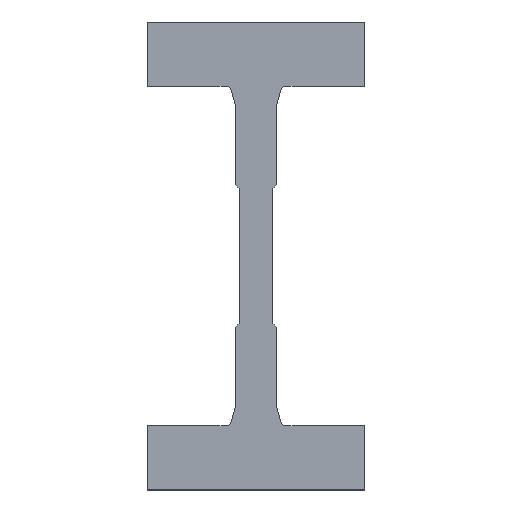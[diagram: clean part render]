
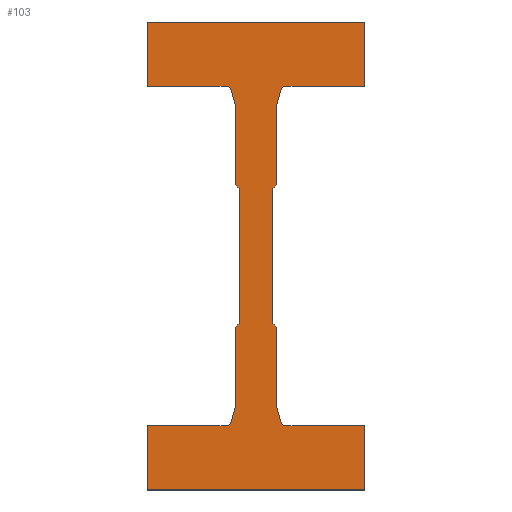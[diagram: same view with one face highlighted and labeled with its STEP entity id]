
A CAD part, top view. The second image highlights one B-rep face of the part: STEP entity #103.
In plain terms, the highlighted planar face has unit normal (0, 0, 1).
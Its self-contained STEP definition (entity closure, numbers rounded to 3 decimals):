
#103=ADVANCED_FACE('',(#162),#163,.T.);
#162=FACE_OUTER_BOUND('',#222,.T.);
#163=PLANE('',#223);
#222=EDGE_LOOP('',(#422,#423,#424,#425,#426,#427,#428,#429,#430,#431,#432,#433,#434,#435,#436,#437,#438,#439,#440,#441,#442,#443,#444,#445,#446,#447,#448,#449));
#223=AXIS2_PLACEMENT_3D('',#450,#451,#452);
#422=ORIENTED_EDGE('',*,*,#546,.F.);
#423=ORIENTED_EDGE('',*,*,#566,.F.);
#424=ORIENTED_EDGE('',*,*,#563,.F.);
#425=ORIENTED_EDGE('',*,*,#535,.F.);
#426=ORIENTED_EDGE('',*,*,#533,.T.);
#427=ORIENTED_EDGE('',*,*,#530,.F.);
#428=ORIENTED_EDGE('',*,*,#503,.F.);
#429=ORIENTED_EDGE('',*,*,#500,.F.);
#430=ORIENTED_EDGE('',*,*,#538,.F.);
#431=ORIENTED_EDGE('',*,*,#491,.F.);
#432=ORIENTED_EDGE('',*,*,#495,.F.);
#433=ORIENTED_EDGE('',*,*,#523,.F.);
#434=ORIENTED_EDGE('',*,*,#526,.F.);
#435=ORIENTED_EDGE('',*,*,#562,.F.);
#436=ORIENTED_EDGE('',*,*,#558,.F.);
#437=ORIENTED_EDGE('',*,*,#555,.F.);
#438=ORIENTED_EDGE('',*,*,#552,.F.);
#439=ORIENTED_EDGE('',*,*,#518,.F.);
#440=ORIENTED_EDGE('',*,*,#516,.T.);
#441=ORIENTED_EDGE('',*,*,#513,.F.);
#442=ORIENTED_EDGE('',*,*,#489,.F.);
#443=ORIENTED_EDGE('',*,*,#486,.F.);
#444=ORIENTED_EDGE('',*,*,#522,.F.);
#445=ORIENTED_EDGE('',*,*,#505,.F.);
#446=ORIENTED_EDGE('',*,*,#509,.F.);
#447=ORIENTED_EDGE('',*,*,#540,.F.);
#448=ORIENTED_EDGE('',*,*,#543,.F.);
#449=ORIENTED_EDGE('',*,*,#551,.F.);
#450=CARTESIAN_POINT('',(0.,172.5,10.0));
#451=DIRECTION('',(0.0,0.0,1.0));
#452=DIRECTION('',(1.0,0.0,0.0));
#486=EDGE_CURVE('',#571,#573,#574,.T.);
#489=EDGE_CURVE('',#573,#578,#579,.T.);
#491=EDGE_CURVE('',#581,#582,#583,.T.);
#495=EDGE_CURVE('',#589,#581,#590,.T.);
#500=EDGE_CURVE('',#597,#599,#600,.T.);
#503=EDGE_CURVE('',#599,#604,#605,.T.);
#505=EDGE_CURVE('',#607,#608,#609,.T.);
#509=EDGE_CURVE('',#615,#607,#616,.T.);
#513=EDGE_CURVE('',#578,#622,#623,.T.);
#516=EDGE_CURVE('',#627,#622,#628,.T.);
#518=EDGE_CURVE('',#627,#630,#631,.T.);
#522=EDGE_CURVE('',#608,#571,#636,.T.);
#523=EDGE_CURVE('',#637,#589,#638,.T.);
#526=EDGE_CURVE('',#642,#637,#643,.T.);
#530=EDGE_CURVE('',#604,#649,#650,.T.);
#533=EDGE_CURVE('',#654,#649,#655,.T.);
#535=EDGE_CURVE('',#654,#657,#658,.T.);
#538=EDGE_CURVE('',#582,#597,#662,.T.);
#540=EDGE_CURVE('',#664,#615,#665,.T.);
#543=EDGE_CURVE('',#669,#664,#670,.T.);
#546=EDGE_CURVE('',#674,#675,#676,.T.);
#551=EDGE_CURVE('',#675,#669,#683,.T.);
#552=EDGE_CURVE('',#630,#684,#685,.T.);
#555=EDGE_CURVE('',#684,#689,#690,.T.);
#558=EDGE_CURVE('',#689,#694,#695,.T.);
#562=EDGE_CURVE('',#694,#642,#700,.T.);
#563=EDGE_CURVE('',#657,#701,#702,.T.);
#566=EDGE_CURVE('',#701,#674,#706,.T.);
#571=VERTEX_POINT('',#712);
#573=VERTEX_POINT('',#715);
#574=LINE('',#716,#717);
#578=VERTEX_POINT('',#723);
#579=LINE('',#724,#725);
#581=VERTEX_POINT('',#728);
#582=VERTEX_POINT('',#729);
#583=LINE('',#730,#731);
#589=VERTEX_POINT('',#740);
#590=LINE('',#741,#742);
#597=VERTEX_POINT('',#752);
#599=VERTEX_POINT('',#755);
#600=LINE('',#756,#757);
#604=VERTEX_POINT('',#763);
#605=LINE('',#764,#765);
#607=VERTEX_POINT('',#768);
#608=VERTEX_POINT('',#769);
#609=LINE('',#770,#771);
#615=VERTEX_POINT('',#780);
#616=LINE('',#781,#782);
#622=VERTEX_POINT('',#791);
#623=LINE('',#792,#793);
#627=VERTEX_POINT('',#798);
#628=CIRCLE('',#799,4.0);
#630=VERTEX_POINT('',#802);
#631=LINE('',#803,#804);
#636=LINE('',#812,#813);
#637=VERTEX_POINT('',#814);
#638=LINE('',#815,#816);
#642=VERTEX_POINT('',#822);
#643=CIRCLE('',#823,4.0);
#649=VERTEX_POINT('',#831);
#650=LINE('',#832,#833);
#654=VERTEX_POINT('',#838);
#655=CIRCLE('',#839,4.0);
#657=VERTEX_POINT('',#842);
#658=LINE('',#843,#844);
#662=LINE('',#850,#851);
#664=VERTEX_POINT('',#854);
#665=LINE('',#855,#856);
#669=VERTEX_POINT('',#862);
#670=CIRCLE('',#863,4.0);
#674=VERTEX_POINT('',#868);
#675=VERTEX_POINT('',#869);
#676=LINE('',#870,#871);
#683=LINE('',#882,#883);
#684=VERTEX_POINT('',#884);
#685=LINE('',#885,#886);
#689=VERTEX_POINT('',#892);
#690=LINE('',#893,#894);
#694=VERTEX_POINT('',#900);
#695=LINE('',#901,#902);
#700=LINE('',#910,#911);
#701=VERTEX_POINT('',#912);
#702=LINE('',#913,#914);
#706=LINE('',#920,#921);
#712=CARTESIAN_POINT('',(-12.5,222.5,10.0));
#715=CARTESIAN_POINT('',(-15.0,225.0,10.0));
#716=CARTESIAN_POINT('',(-12.5,222.5,10.0));
#717=VECTOR('',#926,1.);
#723=CARTESIAN_POINT('',(-15.0,282.7,10.0));
#724=CARTESIAN_POINT('',(-15.0,225.0,10.0));
#725=VECTOR('',#929,1.0);
#728=CARTESIAN_POINT('',(15.0,225.0,10.0));
#729=CARTESIAN_POINT('',(12.5,222.5,10.0));
#730=CARTESIAN_POINT('',(12.5,222.5,10.0));
#731=VECTOR('',#931,1.);
#740=CARTESIAN_POINT('',(15.0,282.7,10.0));
#741=CARTESIAN_POINT('',(15.0,225.0,10.0));
#742=VECTOR('',#935,1.0);
#752=CARTESIAN_POINT('',(12.5,122.5,10.0));
#755=CARTESIAN_POINT('',(15.0,120.0,10.0));
#756=CARTESIAN_POINT('',(12.5,122.5,10.0));
#757=VECTOR('',#940,1.0);
#763=CARTESIAN_POINT('',(15.0,62.3,10.0));
#764=CARTESIAN_POINT('',(15.0,120.0,10.0));
#765=VECTOR('',#943,1.0);
#768=CARTESIAN_POINT('',(-15.0,120.0,10.0));
#769=CARTESIAN_POINT('',(-12.5,122.5,10.0));
#770=CARTESIAN_POINT('',(-12.5,122.5,10.0));
#771=VECTOR('',#945,1.0);
#780=CARTESIAN_POINT('',(-15.0,62.3,10.0));
#781=CARTESIAN_POINT('',(-15.0,120.0,10.0));
#782=VECTOR('',#949,1.0);
#791=CARTESIAN_POINT('',(-18.225,294.735,10.0));
#792=CARTESIAN_POINT('',(-15.0,282.7,10.0));
#793=VECTOR('',#953,1.0);
#798=CARTESIAN_POINT('',(-22.089,297.7,10.0));
#799=AXIS2_PLACEMENT_3D('',#958,#959,#960);
#802=CARTESIAN_POINT('',(-80.0,297.7,10.0));
#803=CARTESIAN_POINT('',(-12.5,297.7,10.0));
#804=VECTOR('',#962,1.0);
#812=CARTESIAN_POINT('',(-12.5,47.3,10.0));
#813=VECTOR('',#966,1.0);
#814=CARTESIAN_POINT('',(18.225,294.735,10.0));
#815=CARTESIAN_POINT('',(15.0,282.7,10.0));
#816=VECTOR('',#967,1.0);
#822=CARTESIAN_POINT('',(22.089,297.7,10.0));
#823=AXIS2_PLACEMENT_3D('',#970,#971,#972);
#831=CARTESIAN_POINT('',(18.225,50.265,10.0));
#832=CARTESIAN_POINT('',(15.0,62.3,10.0));
#833=VECTOR('',#978,1.0);
#838=CARTESIAN_POINT('',(22.089,47.3,10.0));
#839=AXIS2_PLACEMENT_3D('',#983,#984,#985);
#842=CARTESIAN_POINT('',(80.0,47.3,10.0));
#843=CARTESIAN_POINT('',(12.5,47.3,10.0));
#844=VECTOR('',#987,1.0);
#850=CARTESIAN_POINT('',(12.5,47.3,10.0));
#851=VECTOR('',#990,1.0);
#854=CARTESIAN_POINT('',(-18.225,50.265,10.0));
#855=CARTESIAN_POINT('',(-15.0,62.3,10.0));
#856=VECTOR('',#992,1.0);
#862=CARTESIAN_POINT('',(-22.089,47.3,10.0));
#863=AXIS2_PLACEMENT_3D('',#995,#996,#997);
#868=CARTESIAN_POINT('',(-80.0,0.,10.0));
#869=CARTESIAN_POINT('',(-80.0,47.3,10.0));
#870=CARTESIAN_POINT('',(-80.0,0.,10.0));
#871=VECTOR('',#1002,1.0);
#882=CARTESIAN_POINT('',(-12.5,47.3,10.0));
#883=VECTOR('',#1007,1.0);
#884=CARTESIAN_POINT('',(-80.0,345.0,10.0));
#885=CARTESIAN_POINT('',(-80.0,345.0,10.0));
#886=VECTOR('',#1008,1.0);
#892=CARTESIAN_POINT('',(80.0,345.0,10.0));
#893=CARTESIAN_POINT('',(-80.0,345.0,10.0));
#894=VECTOR('',#1011,1.0);
#900=CARTESIAN_POINT('',(80.0,297.7,10.0));
#901=CARTESIAN_POINT('',(80.0,345.0,10.0));
#902=VECTOR('',#1014,1.0);
#910=CARTESIAN_POINT('',(12.5,297.7,10.0));
#911=VECTOR('',#1018,1.0);
#912=CARTESIAN_POINT('',(80.0,0.,10.0));
#913=CARTESIAN_POINT('',(80.0,0.,10.0));
#914=VECTOR('',#1019,1.0);
#920=CARTESIAN_POINT('',(-80.0,0.,10.0));
#921=VECTOR('',#1022,1.0);
#926=DIRECTION('',(-0.707,0.707,0.));
#929=DIRECTION('',(0.,1.0,0.));
#931=DIRECTION('',(-0.707,-0.707,0.0));
#935=DIRECTION('',(0.,-1.0,0.0));
#940=DIRECTION('',(0.707,-0.707,0.));
#943=DIRECTION('',(0.,-1.0,0.));
#945=DIRECTION('',(0.707,0.707,0.0));
#949=DIRECTION('',(0.,1.0,0.0));
#953=DIRECTION('',(-0.259,0.966,0.));
#958=CARTESIAN_POINT('',(-22.089,293.7,10.0));
#959=DIRECTION('',(0.,0.,-1.0));
#960=DIRECTION('',(1.0,0.,0.));
#962=DIRECTION('',(-1.0,0.0,0.0));
#966=DIRECTION('',(0.,1.0,0.0));
#967=DIRECTION('',(-0.259,-0.966,0.0));
#970=CARTESIAN_POINT('',(22.089,293.7,10.0));
#971=DIRECTION('',(0.0,0.0,1.0));
#972=DIRECTION('',(-1.0,0.,0.0));
#978=DIRECTION('',(0.259,-0.966,0.));
#983=CARTESIAN_POINT('',(22.089,51.3,10.0));
#984=DIRECTION('',(0.,0.0,-1.0));
#985=DIRECTION('',(-1.0,0.0,0.));
#987=DIRECTION('',(1.0,0.0,0.0));
#990=DIRECTION('',(0.,-1.0,0.0));
#992=DIRECTION('',(0.259,0.966,0.0));
#995=CARTESIAN_POINT('',(-22.089,51.3,10.0));
#996=DIRECTION('',(0.0,0.0,1.0));
#997=DIRECTION('',(1.0,0.0,0.0));
#1002=DIRECTION('',(0.0,1.0,0.0));
#1007=DIRECTION('',(1.0,0.,0.0));
#1008=DIRECTION('',(0.0,1.0,0.0));
#1011=DIRECTION('',(1.0,0.0,0.0));
#1014=DIRECTION('',(0.0,-1.0,0.0));
#1018=DIRECTION('',(-1.0,0.0,0.0));
#1019=DIRECTION('',(0.0,-1.0,0.0));
#1022=DIRECTION('',(-1.0,0.0,0.0));
